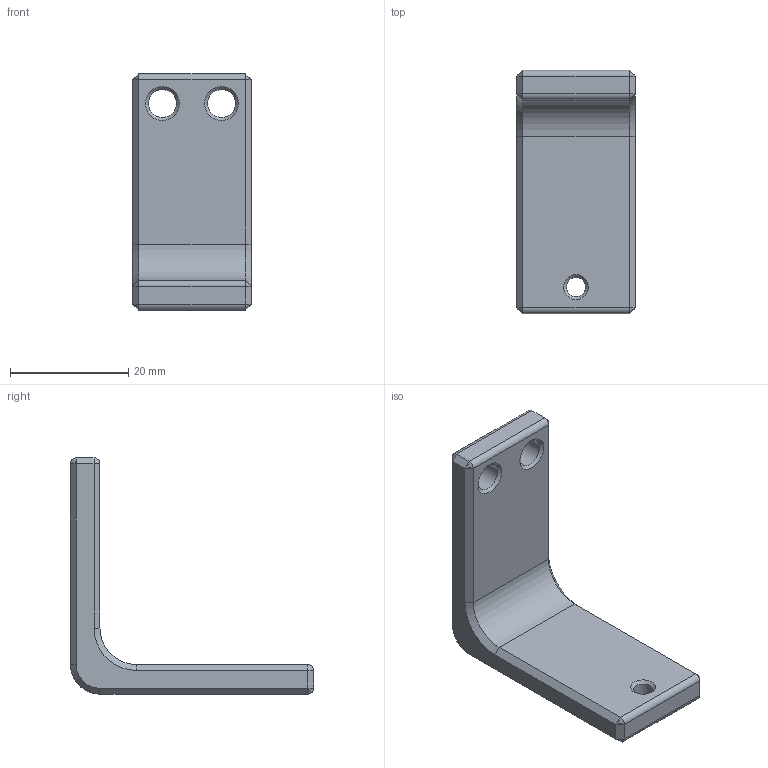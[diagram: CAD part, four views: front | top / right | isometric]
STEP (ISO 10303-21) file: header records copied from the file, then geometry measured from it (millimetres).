
FILE_DESCRIPTION(('HOOPS Exchange Step'),'2;1');
FILE_NAME('C920 Mount Long.stp','2026-02-27T15:56:47-05:00',('RED'),('Unknown organisation'),'HOOPS Exchange 2025.8','HOOPS Exchange','Unknown authorisation');
FILE_SCHEMA( ('AP203_CONFIGURATION_CONTROLLED_3D_DESIGN_OF_MECHANICAL_PARTS_AND_ASSEMBLIES_MIM_LF') );
Length unit declared in the file: millimetre
Products named in the file (2): 0; root
Assembly tree (1 placements, depth 2):
  root
    0
Bounding box: 20 x 41.11 x 39.92 mm (x, y, z)
Volume: 7263.6 mm3; surface area: 3781.3 mm2
Topology: 1 solids, 1 shells, 47 faces, 109 edges, 56 vertices
Faces by surface type: plane 20, cone 18, cylinder 9
Full cylindrical faces by diameter (mm): 3.2 x1, 4.7 x2
Entity records: 1287 total; most frequent: DIRECTION 233, CARTESIAN_POINT 207, ORIENTED_EDGE 202, EDGE_CURVE 101, AXIS2_PLACEMENT_3D 82, VECTOR 69, LINE 69, VERTEX_POINT 56
